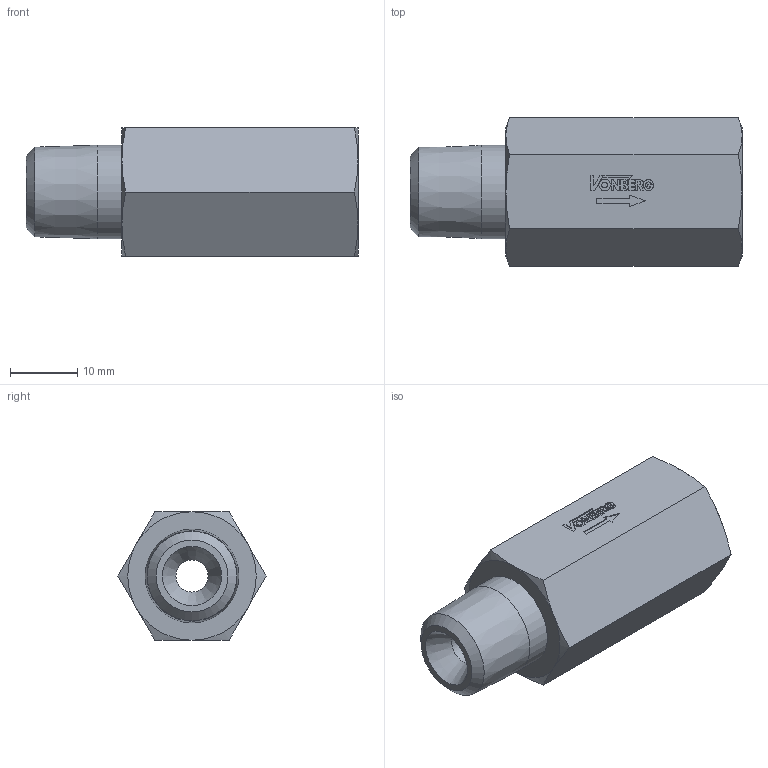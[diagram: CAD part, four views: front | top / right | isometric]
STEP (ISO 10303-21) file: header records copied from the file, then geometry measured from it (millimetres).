
FILE_DESCRIPTION((''),'2;1');
FILE_NAME('10301-502.stp','2015-01-02T14:18:00',('jml'),(''),'Autodesk Inventor 2010','Autodesk Inventor 2010','');
FILE_SCHEMA(('AUTOMOTIVE_DESIGN { 1 0 10303 214 1 1 1 1 }'));
Length unit declared in the file: inch
Products named in the file (1): 10301-502
Bounding box: 49.23 x 22 x 19.05 mm (x, y, z)
Volume: 10474.8 mm3; surface area: 4549.7 mm2
Topology: 1 solids, 1 shells, 129 faces, 320 edges, 208 vertices
Faces by surface type: plane 93, cylinder 18, cone 18
Full cylindrical faces by diameter (mm): 0.87 x1, 4.75 x1, 6.35 x1, 13.868 x1
Entity records: 3828 total; most frequent: CARTESIAN_POINT 692, ORIENTED_EDGE 616, DIRECTION 598, EDGE_CURVE 308, VECTOR 230, LINE 230, VERTEX_POINT 206, AXIS2_PLACEMENT_3D 184
